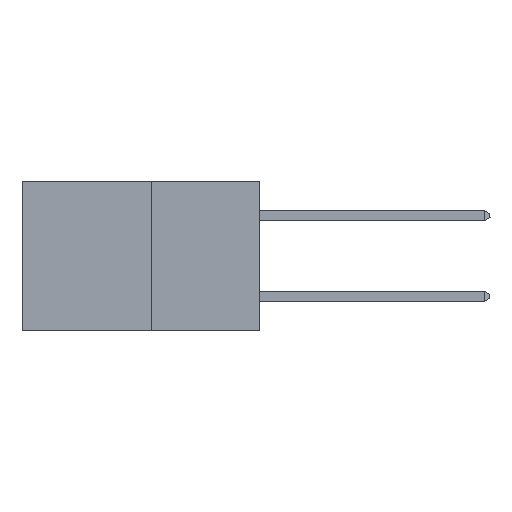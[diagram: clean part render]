
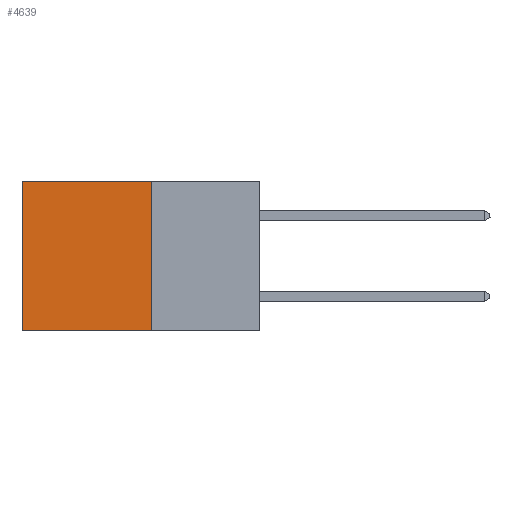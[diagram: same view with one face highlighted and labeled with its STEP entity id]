
A CAD part, left-side view. The second image highlights one B-rep face of the part: STEP entity #4639.
In plain terms, the highlighted planar face has unit normal (-1, 0, 0).
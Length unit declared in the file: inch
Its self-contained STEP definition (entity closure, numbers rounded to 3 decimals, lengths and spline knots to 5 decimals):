
#444 = DIRECTION ( 'NONE',  ( 0., 1., 0. ) ) ;
#447 = CARTESIAN_POINT ( 'NONE',  ( 0.277, 0.59, -0.37 ) ) ;
#584 = LINE ( 'NONE', #6046, #2257 ) ;
#596 = DIRECTION ( 'NONE',  ( 0., 0., -1. ) ) ;
#885 = EDGE_CURVE ( 'NONE', #6923, #2878, #7639, .T. ) ;
#1196 = EDGE_CURVE ( 'NONE', #6923, #3301, #5406, .T. ) ;
#1623 = CARTESIAN_POINT ( 'NONE',  ( 0.277, 0.27, 0. ) ) ;
#1810 = ORIENTED_EDGE ( 'NONE', *, *, #2464, .T. ) ;
#1816 = ORIENTED_EDGE ( 'NONE', *, *, #3913, .F. ) ;
#1845 = ORIENTED_EDGE ( 'NONE', *, *, #885, .F. ) ;
#1946 = ORIENTED_EDGE ( 'NONE', *, *, #1196, .T. ) ;
#2049 = CARTESIAN_POINT ( 'NONE',  ( 0.277, 0.27, 0. ) ) ;
#2257 = VECTOR ( 'NONE', #3347, 39.37008 ) ;
#2464 = EDGE_CURVE ( 'NONE', #3301, #4092, #584, .T. ) ;
#2878 = VERTEX_POINT ( 'NONE', #4094 ) ;
#3301 = VERTEX_POINT ( 'NONE', #4003 ) ;
#3347 = DIRECTION ( 'NONE',  ( 0., 0., -1. ) ) ;
#3913 = EDGE_CURVE ( 'NONE', #2878, #4092, #4389, .T. ) ;
#4003 = CARTESIAN_POINT ( 'NONE',  ( 0.277, 0.59, 0. ) ) ;
#4092 = VERTEX_POINT ( 'NONE', #447 ) ;
#4094 = CARTESIAN_POINT ( 'NONE',  ( 0.277, 0.27, -0.37 ) ) ;
#4389 = LINE ( 'NONE', #5982, #4602 ) ;
#4403 = VECTOR ( 'NONE', #596, 39.37008 ) ;
#4602 = VECTOR ( 'NONE', #444, 39.37008 ) ;
#4639 = ADVANCED_FACE ( 'NONE', ( #7499 ), #6407, .F. ) ;
#4763 = DIRECTION ( 'NONE',  ( 0., 1., 0. ) ) ;
#5406 = LINE ( 'NONE', #2049, #6807 ) ;
#5740 = AXIS2_PLACEMENT_3D ( 'NONE', #6394, #6158, #6135 ) ;
#5982 = CARTESIAN_POINT ( 'NONE',  ( 0.277, 0.27, -0.37 ) ) ;
#6046 = CARTESIAN_POINT ( 'NONE',  ( 0.277, 0.59, -0.37 ) ) ;
#6135 = DIRECTION ( 'NONE',  ( 0., 0., -1. ) ) ;
#6158 = DIRECTION ( 'NONE',  ( 1., 0., 0. ) ) ;
#6394 = CARTESIAN_POINT ( 'NONE',  ( 0.277, 0.27, -0.37 ) ) ;
#6407 = PLANE ( 'NONE',  #5740 ) ;
#6807 = VECTOR ( 'NONE', #4763, 39.37008 ) ;
#6923 = VERTEX_POINT ( 'NONE', #1623 ) ;
#7281 = CARTESIAN_POINT ( 'NONE',  ( 0.277, 0.27, -0.37 ) ) ;
#7499 = FACE_OUTER_BOUND ( 'NONE', #8071, .T. ) ;
#7639 = LINE ( 'NONE', #7281, #4403 ) ;
#8071 = EDGE_LOOP ( 'NONE', ( #1810, #1816, #1845, #1946 ) ) ;
